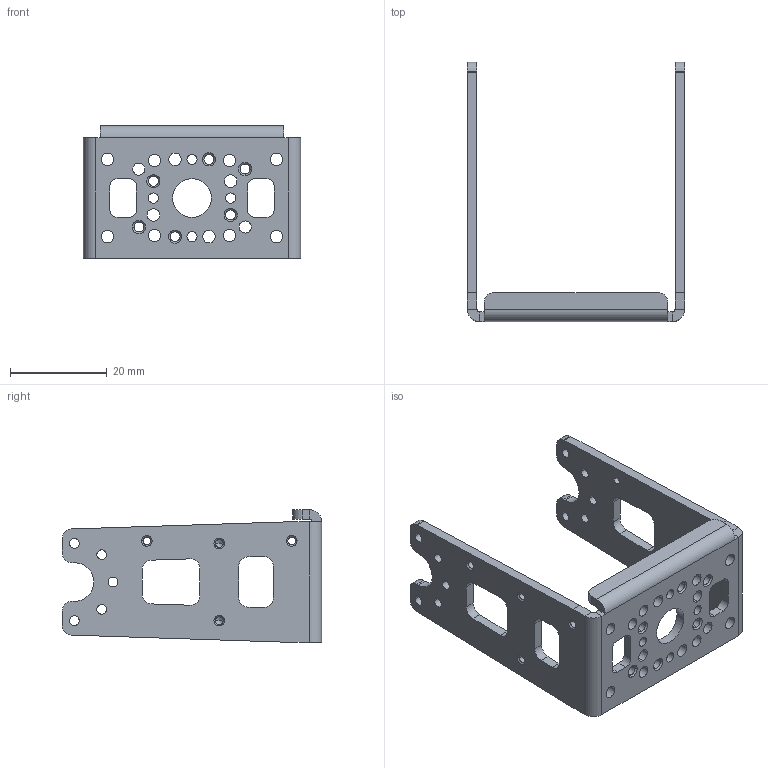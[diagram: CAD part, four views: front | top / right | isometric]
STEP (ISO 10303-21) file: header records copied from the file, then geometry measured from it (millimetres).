
FILE_DESCRIPTION(/* description */ (''),/* implementation_level */ '2;1');
FILE_NAME(/* name */ '16_FR07_H132.step',/* time_stamp */ '2011-05-25T18:12:54-04:00',/* author */ (''),/* organization */ (''),/* preprocessor_version */ 'ST-DEVELOPER v11',/* originating_system */ 'SIEMENS PLM Software NX 7.0',/* authorisation */ '');
FILE_SCHEMA (('AUTOMOTIVE_DESIGN { 1 0 10303 214 1 1 1 1 }'));
Length unit declared in the file: millimetre
Products named in the file (1): 16_FR07_H132
Bounding box: 45 x 53.7 x 27.5 mm (x, y, z)
Volume: 6003.9 mm3; surface area: 7714.9 mm2
Topology: 1 solids, 1 shells, 228 faces, 618 edges, 388 vertices
Faces by surface type: cylinder 132, plane 60, cone 36
Entity records: 7382 total; most frequent: DIRECTION 1360, CARTESIAN_POINT 1227, ORIENTED_EDGE 1220, EDGE_CURVE 610, AXIS2_PLACEMENT_3D 521, VERTEX_POINT 388, EDGE_LOOP 322, LINE 318
